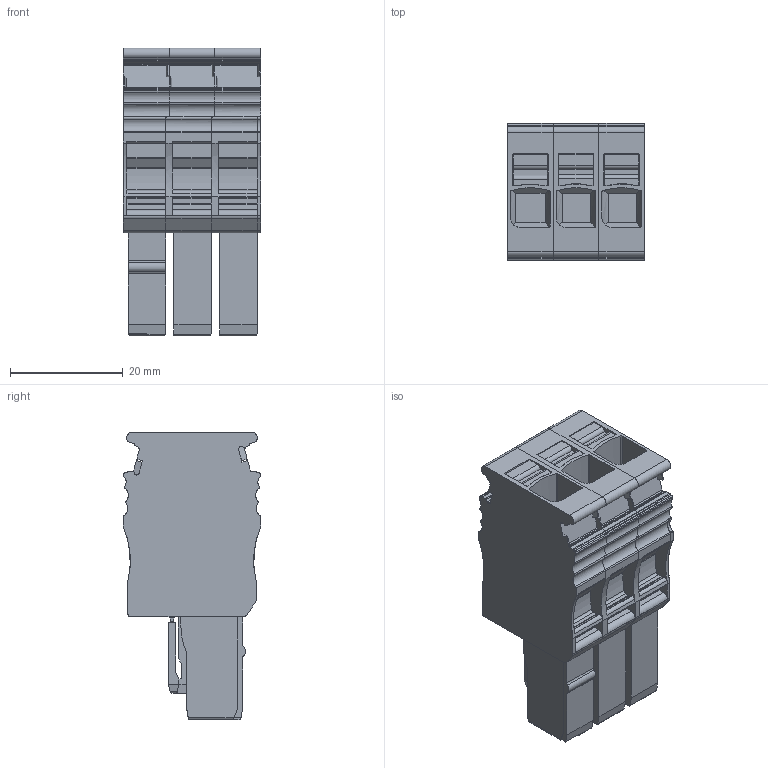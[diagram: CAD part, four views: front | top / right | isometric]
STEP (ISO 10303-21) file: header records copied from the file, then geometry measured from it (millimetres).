
FILE_DESCRIPTION(('CATIA V5 STEP Exchange','CAx-IF Rec.Pracs.--- Model Styling and Organization---1.4--- 2014-01-23'),'2;1');
FILE_NAME ('1454050-2_0', '2022-04-25T07:43:05+00:00', ('none'), ('Weidmueller'), 'CATIA Version 5-6 Release 2016 SP3 HF44', 'CATIA V5 STEP AP214', 'none');
FILE_SCHEMA(('AUTOMOTIVE_DESIGN { 1 0 10303 214 1 1 1 1 }'));
Products named in the file (1): 2882690000
Bounding box: 24.3 x 24.3 x 50.95 mm (x, y, z)
Volume: 18033 mm3; surface area: 15719.3 mm2
Topology: 7 solids, 19 shells, 1988 faces, 5113 edges, 3225 vertices
Faces by surface type: plane 773, cylinder 667, cone 269, torus 172, extrusion 86, bspline 21
Entity records: 59362 total; most frequent: CARTESIAN_POINT 14390, ORIENTED_EDGE 10218, DIRECTION 7466, EDGE_CURVE 5109, VERTEX_POINT 3225, AXIS2_PLACEMENT_3D 3009, VECTOR 2991, LINE 2905
